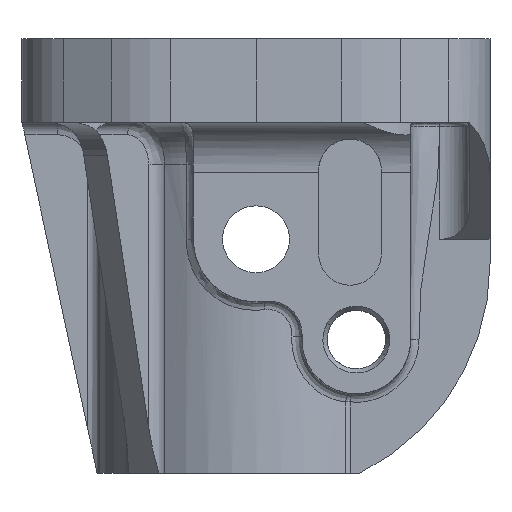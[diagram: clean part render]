
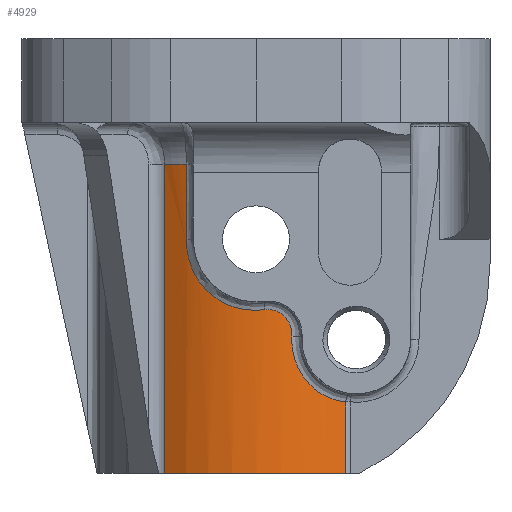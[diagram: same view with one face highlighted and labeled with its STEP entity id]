
A CAD part, front view. The second image highlights one B-rep face of the part: STEP entity #4929.
In plain terms, the highlighted cylindrical face has radius 19 mm (diameter 38 mm), a partial arc.
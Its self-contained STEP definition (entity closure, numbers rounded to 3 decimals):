
#698=CARTESIAN_POINT('Axis2P3D Location',(0.,0.,-31.)) ;
#4180=CARTESIAN_POINT('Vertex',(-8.341,-17.071,-15.)) ;
#4197=CARTESIAN_POINT('Vertex',(-10.944,-15.532,-15.)) ;
#4200=CARTESIAN_POINT('Axis2P3D Location',(0.,0.,-15.)) ;
#4817=CARTESIAN_POINT('Control Point',(10.738,-15.675,-43.468)) ;
#4818=CARTESIAN_POINT('Control Point',(10.338,-15.949,-43.428)) ;
#4819=CARTESIAN_POINT('Control Point',(9.935,-16.206,-43.359)) ;
#4820=CARTESIAN_POINT('Control Point',(9.532,-16.446,-43.258)) ;
#4821=CARTESIAN_POINT('Control Point',(8.507,-17.015,-42.917)) ;
#4822=CARTESIAN_POINT('Control Point',(7.47,-17.49,-42.324)) ;
#4823=CARTESIAN_POINT('Control Point',(6.849,-17.739,-41.858)) ;
#4824=CARTESIAN_POINT('Control Point',(5.948,-18.056,-40.947)) ;
#4825=CARTESIAN_POINT('Control Point',(5.245,-18.264,-39.826)) ;
#4826=CARTESIAN_POINT('Control Point',(5.019,-18.327,-39.391)) ;
#4827=CARTESIAN_POINT('Control Point',(4.587,-18.44,-38.366)) ;
#4828=CARTESIAN_POINT('Control Point',(4.345,-18.497,-37.291)) ;
#4829=CARTESIAN_POINT('Control Point',(4.271,-18.514,-36.691)) ;
#4830=CARTESIAN_POINT('Control Point',(4.258,-18.517,-36.106)) ;
#4831=CARTESIAN_POINT('Control Point',(4.287,-18.51,-35.571)) ;
#4832=CARTESIAN_POINT('Vertex',(10.738,-15.675,-43.468)) ;
#4834=CARTESIAN_POINT('Vertex',(4.287,-18.51,-35.571)) ;
#4838=CARTESIAN_POINT('Control Point',(4.287,-18.51,-35.571)) ;
#4839=CARTESIAN_POINT('Control Point',(4.306,-18.506,-35.21)) ;
#4840=CARTESIAN_POINT('Control Point',(4.276,-18.513,-34.813)) ;
#4841=CARTESIAN_POINT('Control Point',(4.175,-18.536,-34.391)) ;
#4842=CARTESIAN_POINT('Control Point',(3.894,-18.6,-33.771)) ;
#4843=CARTESIAN_POINT('Control Point',(3.449,-18.685,-33.25)) ;
#4844=CARTESIAN_POINT('Control Point',(3.28,-18.716,-33.088)) ;
#4845=CARTESIAN_POINT('Control Point',(2.762,-18.803,-32.686)) ;
#4846=CARTESIAN_POINT('Control Point',(2.161,-18.883,-32.449)) ;
#4847=CARTESIAN_POINT('Control Point',(1.762,-18.924,-32.379)) ;
#4848=CARTESIAN_POINT('Control Point',(1.391,-18.952,-32.38)) ;
#4849=CARTESIAN_POINT('Control Point',(1.065,-18.97,-32.426)) ;
#4850=CARTESIAN_POINT('Vertex',(1.065,-18.97,-32.426)) ;
#4854=CARTESIAN_POINT('Control Point',(1.065,-18.97,-32.426)) ;
#4855=CARTESIAN_POINT('Control Point',(0.488,-19.003,-32.507)) ;
#4856=CARTESIAN_POINT('Control Point',(-0.15,-19.016,-32.541)) ;
#4857=CARTESIAN_POINT('Control Point',(-0.819,-19.001,-32.514)) ;
#4858=CARTESIAN_POINT('Control Point',(-2.018,-18.916,-32.337)) ;
#4859=CARTESIAN_POINT('Control Point',(-3.181,-18.742,-31.936)) ;
#4860=CARTESIAN_POINT('Control Point',(-3.672,-18.651,-31.72)) ;
#4861=CARTESIAN_POINT('Control Point',(-4.721,-18.422,-31.151)) ;
#4862=CARTESIAN_POINT('Control Point',(-5.644,-18.153,-30.405)) ;
#4863=CARTESIAN_POINT('Control Point',(-6.107,-18.,-29.945)) ;
#4864=CARTESIAN_POINT('Control Point',(-7.199,-17.604,-28.622)) ;
#4865=CARTESIAN_POINT('Control Point',(-7.917,-17.28,-27.072)) ;
#4866=CARTESIAN_POINT('Control Point',(-8.206,-17.137,-26.056)) ;
#4867=CARTESIAN_POINT('Control Point',(-8.341,-17.071,-25.026)) ;
#4868=CARTESIAN_POINT('Control Point',(-8.341,-17.071,-24.)) ;
#4869=CARTESIAN_POINT('Vertex',(-8.341,-17.071,-24.)) ;
#4873=CARTESIAN_POINT('Control Point',(-8.341,-17.071,-24.)) ;
#4874=CARTESIAN_POINT('Control Point',(-8.341,-17.071,-22.848)) ;
#4875=CARTESIAN_POINT('Control Point',(-8.341,-17.071,-21.63)) ;
#4876=CARTESIAN_POINT('Control Point',(-8.341,-17.071,-20.454)) ;
#4877=CARTESIAN_POINT('Control Point',(-8.341,-17.071,-18.6)) ;
#4878=CARTESIAN_POINT('Control Point',(-8.341,-17.071,-16.757)) ;
#4879=CARTESIAN_POINT('Control Point',(-8.341,-17.071,-16.163)) ;
#4880=CARTESIAN_POINT('Control Point',(-8.341,-17.071,-15.577)) ;
#4881=CARTESIAN_POINT('Control Point',(-8.341,-17.071,-15.)) ;
#4883=CARTESIAN_POINT('Line Origine',(-10.944,-15.532,-31.)) ;
#4887=CARTESIAN_POINT('Vertex',(-10.944,-15.532,-52.)) ;
#4890=CARTESIAN_POINT('Axis2P3D Location',(0.,0.,-52.)) ;
#4894=CARTESIAN_POINT('Vertex',(3.,-18.762,-52.)) ;
#4897=CARTESIAN_POINT('Axis2P3D Location',(0.,0.,-52.)) ;
#4901=CARTESIAN_POINT('Vertex',(10.738,-15.675,-52.)) ;
#4905=CARTESIAN_POINT('Control Point',(10.738,-15.675,-52.)) ;
#4906=CARTESIAN_POINT('Control Point',(10.738,-15.675,-51.256)) ;
#4907=CARTESIAN_POINT('Control Point',(10.738,-15.675,-50.513)) ;
#4908=CARTESIAN_POINT('Control Point',(10.738,-15.675,-49.761)) ;
#4909=CARTESIAN_POINT('Control Point',(10.738,-15.675,-48.219)) ;
#4910=CARTESIAN_POINT('Control Point',(10.738,-15.675,-46.719)) ;
#4911=CARTESIAN_POINT('Control Point',(10.738,-15.675,-45.995)) ;
#4912=CARTESIAN_POINT('Control Point',(10.738,-15.675,-45.019)) ;
#4913=CARTESIAN_POINT('Control Point',(10.738,-15.675,-44.13)) ;
#4914=CARTESIAN_POINT('Control Point',(10.738,-15.675,-43.893)) ;
#4915=CARTESIAN_POINT('Control Point',(10.738,-15.675,-43.674)) ;
#4916=CARTESIAN_POINT('Control Point',(10.738,-15.675,-43.468)) ;
#699=DIRECTION('Axis2P3D Direction',(0.,-0.,-1.)) ;
#700=DIRECTION('Axis2P3D XDirection',(1.,0.,0.)) ;
#4201=DIRECTION('Axis2P3D Direction',(0.,-0.,1.)) ;
#4884=DIRECTION('Vector Direction',(0.,0.,-1.)) ;
#4891=DIRECTION('Axis2P3D Direction',(0.,-0.,-1.)) ;
#4898=DIRECTION('Axis2P3D Direction',(0.,-0.,-1.)) ;
#701=AXIS2_PLACEMENT_3D('Cylinder Axis2P3D',#698,#699,#700) ;
#4202=AXIS2_PLACEMENT_3D('Circle Axis2P3D',#4200,#4201,$) ;
#4892=AXIS2_PLACEMENT_3D('Circle Axis2P3D',#4890,#4891,$) ;
#4899=AXIS2_PLACEMENT_3D('Circle Axis2P3D',#4897,#4898,$) ;
#4919=ORIENTED_EDGE('',*,*,#4836,.T.) ;
#4920=ORIENTED_EDGE('',*,*,#4852,.T.) ;
#4921=ORIENTED_EDGE('',*,*,#4871,.T.) ;
#4922=ORIENTED_EDGE('',*,*,#4882,.T.) ;
#4923=ORIENTED_EDGE('',*,*,#4204,.F.) ;
#4924=ORIENTED_EDGE('',*,*,#4889,.F.) ;
#4925=ORIENTED_EDGE('',*,*,#4896,.F.) ;
#4926=ORIENTED_EDGE('',*,*,#4903,.F.) ;
#4927=ORIENTED_EDGE('',*,*,#4917,.T.) ;
#4885=VECTOR('Line Direction',#4884,1.) ;
#4929=ADVANCED_FACE('Corps principal',(#4928),#702,.T.) ;
#4816=B_SPLINE_CURVE_WITH_KNOTS('',5,(#4817,#4818,#4819,#4820,#4821,#4822,#4823,#4824,#4825,#4826,#4827,#4828,#4829,#4830,#4831),.UNSPECIFIED.,.F.,.U.,(6,3,3,3,6),(17.302,21.459,27.752,31.412,36.041),.UNSPECIFIED.) ;
#4837=B_SPLINE_CURVE_WITH_KNOTS('',5,(#4838,#4839,#4840,#4841,#4842,#4843,#4844,#4845,#4846,#4847,#4848,#4849),.UNSPECIFIED.,.F.,.U.,(6,3,3,6),(8.519,13.144,15.542,19.887),.UNSPECIFIED.) ;
#4853=B_SPLINE_CURVE_WITH_KNOTS('',5,(#4854,#4855,#4856,#4857,#4858,#4859,#4860,#4861,#4862,#4863,#4864,#4865,#4866,#4867,#4868),.UNSPECIFIED.,.F.,.U.,(6,3,3,3,6),(132.931,138.381,142.571,147.742,156.259),.UNSPECIFIED.) ;
#4872=B_SPLINE_CURVE_WITH_KNOTS('',5,(#4873,#4874,#4875,#4876,#4877,#4878,#4879,#4880,#4881),.UNSPECIFIED.,.F.,.U.,(6,3,6),(41.014,51.573,56.77),.UNSPECIFIED.) ;
#4904=B_SPLINE_CURVE_WITH_KNOTS('',5,(#4905,#4906,#4907,#4908,#4909,#4910,#4911,#4912,#4913,#4914,#4915,#4916),.UNSPECIFIED.,.F.,.U.,(6,3,3,6),(14.8,21.164,27.517,29.831),.UNSPECIFIED.) ;
#4203=CIRCLE('generated circle',#4202,19.) ;
#4893=CIRCLE('generated circle',#4892,19.) ;
#4900=CIRCLE('generated circle',#4899,19.) ;
#702=CYLINDRICAL_SURFACE('generated cylinder',#701,19.) ;
#4204=EDGE_CURVE('',#4198,#4181,#4203,.T.) ;
#4836=EDGE_CURVE('',#4833,#4835,#4816,.T.) ;
#4852=EDGE_CURVE('',#4835,#4851,#4837,.T.) ;
#4871=EDGE_CURVE('',#4851,#4870,#4853,.T.) ;
#4882=EDGE_CURVE('',#4870,#4181,#4872,.T.) ;
#4889=EDGE_CURVE('',#4888,#4198,#4886,.F.) ;
#4896=EDGE_CURVE('',#4895,#4888,#4893,.T.) ;
#4903=EDGE_CURVE('',#4902,#4895,#4900,.T.) ;
#4917=EDGE_CURVE('',#4902,#4833,#4904,.T.) ;
#4918=EDGE_LOOP('',(#4919,#4920,#4921,#4922,#4923,#4924,#4925,#4926,#4927)) ;
#4928=FACE_OUTER_BOUND('',#4918,.T.) ;
#4886=LINE('Line',#4883,#4885) ;
#4181=VERTEX_POINT('',#4180) ;
#4198=VERTEX_POINT('',#4197) ;
#4833=VERTEX_POINT('',#4832) ;
#4835=VERTEX_POINT('',#4834) ;
#4851=VERTEX_POINT('',#4850) ;
#4870=VERTEX_POINT('',#4869) ;
#4888=VERTEX_POINT('',#4887) ;
#4895=VERTEX_POINT('',#4894) ;
#4902=VERTEX_POINT('',#4901) ;
